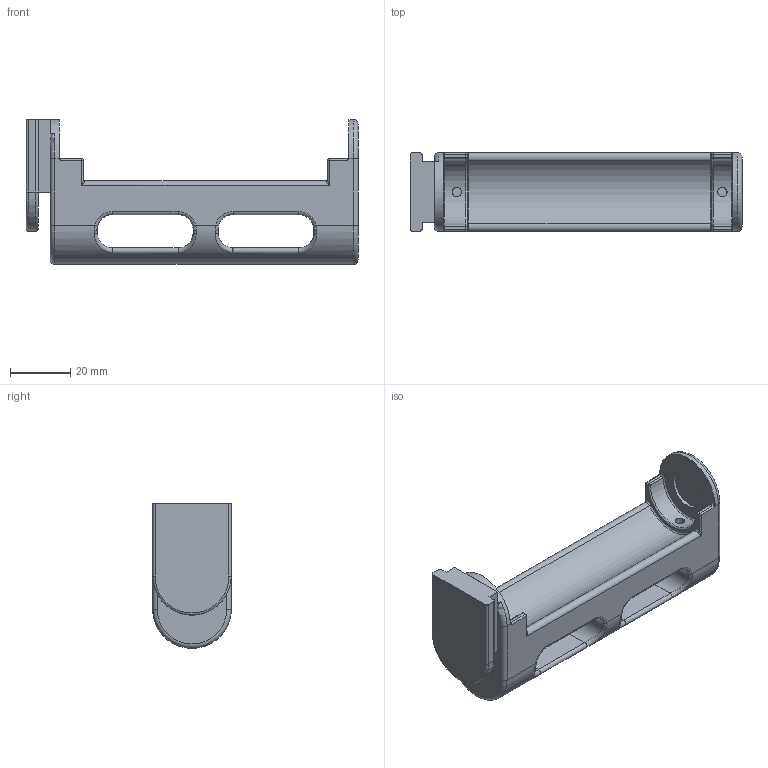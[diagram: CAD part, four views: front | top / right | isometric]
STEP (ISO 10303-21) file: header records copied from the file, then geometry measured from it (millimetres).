
FILE_DESCRIPTION(('FreeCAD Model'),'2;1');
FILE_NAME('Open CASCADE Shape Model','2022-04-18T12:02:50',('Author'),( ''),'Open CASCADE STEP processor 7.5','FreeCAD','Unknown');
FILE_SCHEMA(('AUTOMOTIVE_DESIGN { 1 0 10303 214 1 1 1 1 }'));
Length unit declared in the file: millimetre
Products named in the file (1): Body
Bounding box: 110 x 26 x 48 mm (x, y, z)
Volume: 49798.3 mm3; surface area: 18302.9 mm2
Topology: 1 solids, 9 shells, 189 faces, 424 edges, 249 vertices
Faces by surface type: cylinder 70, plane 50, torus 41, bspline 20, sphere 8
Full cylindrical faces by diameter (mm): 1.9 x8, 3.1 x2, 13 x2
Entity records: 16514 total; most frequent: CARTESIAN_POINT 8102, DIRECTION 1571, ORIENTED_EDGE 840, PCURVE 840, DEFINITIONAL_REPRESENTATION 840, LINE 756, VECTOR 756, EDGE_CURVE 420
